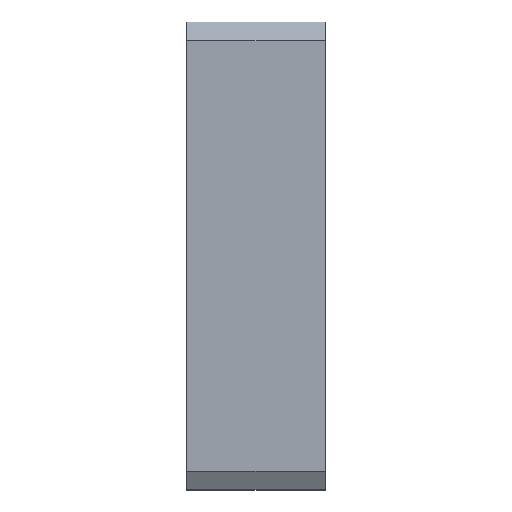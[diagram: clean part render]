
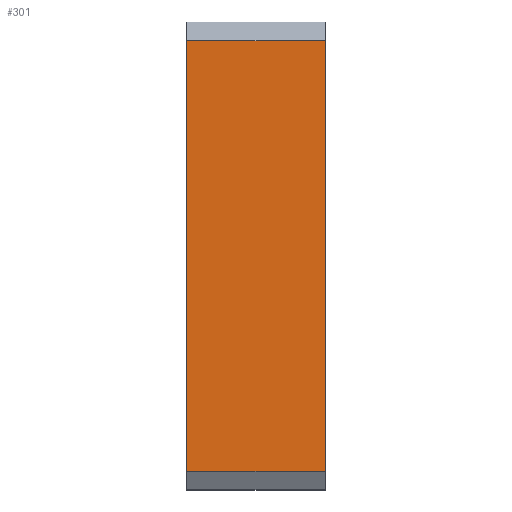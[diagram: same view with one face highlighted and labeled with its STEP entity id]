
A CAD part, top view. The second image highlights one B-rep face of the part: STEP entity #301.
In plain terms, the highlighted planar face has unit normal (0, 0, 1).
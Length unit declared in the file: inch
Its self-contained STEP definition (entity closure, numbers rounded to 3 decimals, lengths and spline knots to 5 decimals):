
#2 = ORIENTED_EDGE ( 'NONE', *, *, #302, .T. ) ;
#71 = DIRECTION ( 'NONE',  ( 1., 0., 0. ) ) ;
#101 = CARTESIAN_POINT ( 'NONE',  ( 0.37, 0.1, 0. ) ) ;
#109 = VECTOR ( 'NONE', #471, 39.37008 ) ;
#129 = AXIS2_PLACEMENT_3D ( 'NONE', #622, #337, #1194 ) ;
#167 = VERTEX_POINT ( 'NONE', #814 ) ;
#203 = FACE_OUTER_BOUND ( 'NONE', #1217, .T. ) ;
#234 = VERTEX_POINT ( 'NONE', #608 ) ;
#301 = ADVANCED_FACE ( 'NONE', ( #203 ), #342, .F. ) ;
#302 = EDGE_CURVE ( 'NONE', #234, #867, #419, .T. ) ;
#325 = ORIENTED_EDGE ( 'NONE', *, *, #568, .F. ) ;
#328 = ORIENTED_EDGE ( 'NONE', *, *, #1070, .T. ) ;
#337 = DIRECTION ( 'NONE',  ( 0., 0., -1. ) ) ;
#342 = PLANE ( 'NONE',  #129 ) ;
#404 = CARTESIAN_POINT ( 'NONE',  ( 0.37, 2.4, 0. ) ) ;
#411 = DIRECTION ( 'NONE',  ( -1., 0., 0. ) ) ;
#414 = CARTESIAN_POINT ( 'NONE',  ( -0.37, 0.1, 0. ) ) ;
#419 = LINE ( 'NONE', #911, #923 ) ;
#450 = CARTESIAN_POINT ( 'NONE',  ( 0.37, 0.1, 0. ) ) ;
#471 = DIRECTION ( 'NONE',  ( 0., -1., 0. ) ) ;
#475 = LINE ( 'NONE', #450, #816 ) ;
#568 = EDGE_CURVE ( 'NONE', #167, #668, #1212, .T. ) ;
#608 = CARTESIAN_POINT ( 'NONE',  ( -0.37, 2.4, 0. ) ) ;
#622 = CARTESIAN_POINT ( 'NONE',  ( 0.37, 0., 0. ) ) ;
#625 = ORIENTED_EDGE ( 'NONE', *, *, #804, .T. ) ;
#668 = VERTEX_POINT ( 'NONE', #101 ) ;
#677 = LINE ( 'NONE', #404, #1097 ) ;
#754 = CARTESIAN_POINT ( 'NONE',  ( 0.37, 0., 0. ) ) ;
#804 = EDGE_CURVE ( 'NONE', #167, #234, #677, .T. ) ;
#814 = CARTESIAN_POINT ( 'NONE',  ( 0.37, 2.4, 0. ) ) ;
#816 = VECTOR ( 'NONE', #71, 39.37008 ) ;
#867 = VERTEX_POINT ( 'NONE', #414 ) ;
#911 = CARTESIAN_POINT ( 'NONE',  ( -0.37, 0., 0. ) ) ;
#923 = VECTOR ( 'NONE', #1106, 39.37008 ) ;
#1070 = EDGE_CURVE ( 'NONE', #867, #668, #475, .T. ) ;
#1097 = VECTOR ( 'NONE', #411, 39.37008 ) ;
#1106 = DIRECTION ( 'NONE',  ( 0., -1., 0. ) ) ;
#1194 = DIRECTION ( 'NONE',  ( -1., 0., 0. ) ) ;
#1212 = LINE ( 'NONE', #754, #109 ) ;
#1217 = EDGE_LOOP ( 'NONE', ( #2, #328, #325, #625 ) ) ;
